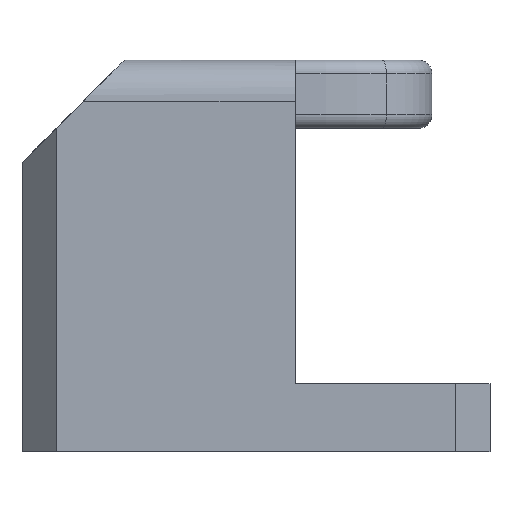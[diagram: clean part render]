
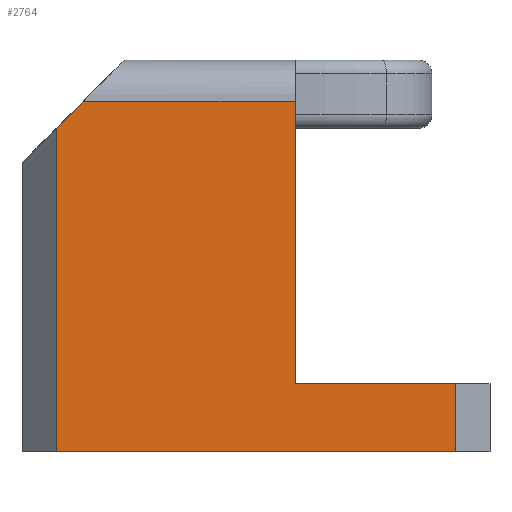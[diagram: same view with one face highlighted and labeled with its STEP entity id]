
A CAD part, left-side view. The second image highlights one B-rep face of the part: STEP entity #2764.
In plain terms, the highlighted planar face has unit normal (-1, 0, 0).
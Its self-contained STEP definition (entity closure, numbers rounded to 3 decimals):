
#1347 = VERTEX_POINT('',#1348);
#1348 = CARTESIAN_POINT('',(-45.,0.,-42.35));
#1917 = VERTEX_POINT('',#1918);
#1918 = CARTESIAN_POINT('',(-45.,0.,-1.));
#1925 = EDGE_CURVE('',#1347,#1917,#1926,.T.);
#1926 = LINE('',#1927,#1928);
#1927 = CARTESIAN_POINT('',(-45.,0.,-5.));
#1928 = VECTOR('',#1929,1.);
#1929 = DIRECTION('',(0.,0.,1.));
#2050 = EDGE_CURVE('',#1347,#2051,#2053,.T.);
#2051 = VERTEX_POINT('',#2052);
#2052 = CARTESIAN_POINT('',(-45.,-23.5,-42.35));
#2053 = LINE('',#2054,#2055);
#2054 = CARTESIAN_POINT('',(-45.,40.,-42.35));
#2055 = VECTOR('',#2056,1.);
#2056 = DIRECTION('',(0.,-1.,0.));
#2572 = EDGE_CURVE('',#2573,#2575,#2577,.T.);
#2573 = VERTEX_POINT('',#2574);
#2574 = CARTESIAN_POINT('',(-45.,31.,-1.));
#2575 = VERTEX_POINT('',#2576);
#2576 = CARTESIAN_POINT('',(-45.,35.,-5.));
#2577 = LINE('',#2578,#2579);
#2578 = CARTESIAN_POINT('',(-45.,33.787,-3.787));
#2579 = VECTOR('',#2580,1.);
#2580 = DIRECTION('',(0.,0.707,-0.707));
#2764 = ADVANCED_FACE('',(#2765),#2798,.T.);
#2765 = FACE_BOUND('',#2766,.T.);
#2766 = EDGE_LOOP('',(#2767,#2768,#2776,#2784,#2790,#2791,#2792));
#2767 = ORIENTED_EDGE('',*,*,#2572,.T.);
#2768 = ORIENTED_EDGE('',*,*,#2769,.F.);
#2769 = EDGE_CURVE('',#2770,#2575,#2772,.T.);
#2770 = VERTEX_POINT('',#2771);
#2771 = CARTESIAN_POINT('',(-45.,35.,-52.35));
#2772 = LINE('',#2773,#2774);
#2773 = CARTESIAN_POINT('',(-45.,35.,-52.35));
#2774 = VECTOR('',#2775,1.);
#2775 = DIRECTION('',(0.,0.,1.));
#2776 = ORIENTED_EDGE('',*,*,#2777,.T.);
#2777 = EDGE_CURVE('',#2770,#2778,#2780,.T.);
#2778 = VERTEX_POINT('',#2779);
#2779 = CARTESIAN_POINT('',(-45.,-23.5,-52.35));
#2780 = LINE('',#2781,#2782);
#2781 = CARTESIAN_POINT('',(-45.,40.,-52.35));
#2782 = VECTOR('',#2783,1.);
#2783 = DIRECTION('',(0.,-1.,0.));
#2784 = ORIENTED_EDGE('',*,*,#2785,.F.);
#2785 = EDGE_CURVE('',#2051,#2778,#2786,.T.);
#2786 = LINE('',#2787,#2788);
#2787 = CARTESIAN_POINT('',(-45.,-23.5,-42.35));
#2788 = VECTOR('',#2789,1.);
#2789 = DIRECTION('',(-0.,-0.,-1.));
#2790 = ORIENTED_EDGE('',*,*,#2050,.F.);
#2791 = ORIENTED_EDGE('',*,*,#1925,.T.);
#2792 = ORIENTED_EDGE('',*,*,#2793,.T.);
#2793 = EDGE_CURVE('',#1917,#2573,#2794,.T.);
#2794 = LINE('',#2795,#2796);
#2795 = CARTESIAN_POINT('',(-45.,0.,-1.));
#2796 = VECTOR('',#2797,1.);
#2797 = DIRECTION('',(0.,1.,0.));
#2798 = PLANE('',#2799);
#2799 = AXIS2_PLACEMENT_3D('',#2800,#2801,#2802);
#2800 = CARTESIAN_POINT('',(-45.,11.111,-29.036));
#2801 = DIRECTION('',(-1.,-0.,-0.));
#2802 = DIRECTION('',(0.,0.,-1.));
